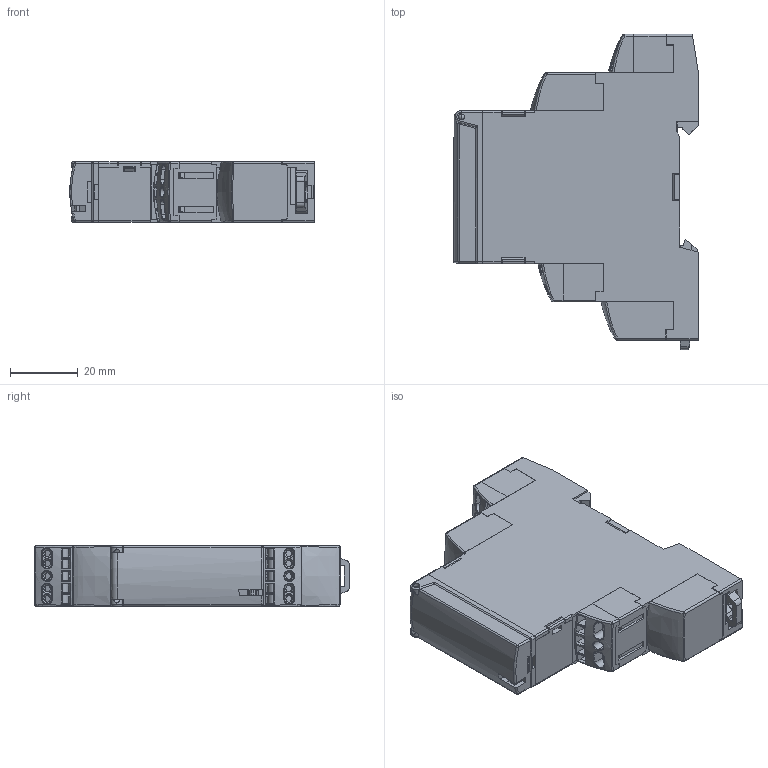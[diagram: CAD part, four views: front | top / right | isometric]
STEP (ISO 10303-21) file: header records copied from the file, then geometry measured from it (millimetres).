
FILE_DESCRIPTION(('STEP AP242'),'1');
FILE_NAME('re17llbms.stp','2020-11-24T09:04:53',('TraceParts'),('TraceParts S.A.'),'Spatial InterOp 3D',' ',' ');
FILE_SCHEMA(('AP242_MANAGED_MODEL_BASED_3D_ENGINEERING_MIM_LF {1 0 10303 442 1 1 4}'));
Length unit declared in the file: millimetre
Products named in the file (1): re17llbms_1
Bounding box: 72 x 92.8 x 17.9 mm (x, y, z)
Volume: 28570.8 mm3; surface area: 48504.9 mm2
Topology: 32 solids, 32 shells, 4134 faces, 11727 edges, 7654 vertices
Faces by surface type: plane 2931, cylinder 833, cone 184, bspline 83, torus 71, sphere 32
Entity records: 140128 total; most frequent: CARTESIAN_POINT 32759, ORIENTED_EDGE 23372, DIRECTION 21021, EDGE_CURVE 11686, LINE 8941, VECTOR 8941, VERTEX_POINT 7644, AXIS2_PLACEMENT_3D 6040
